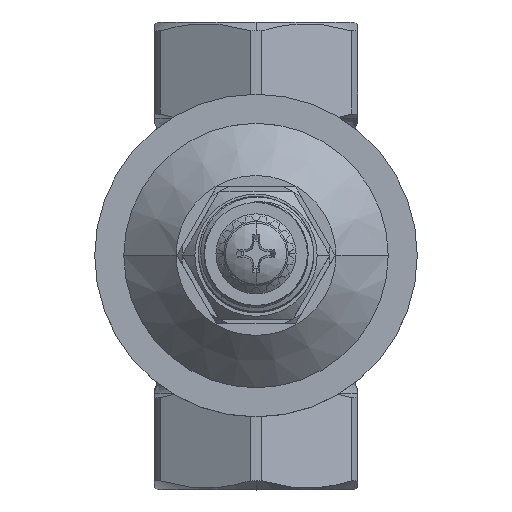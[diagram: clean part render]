
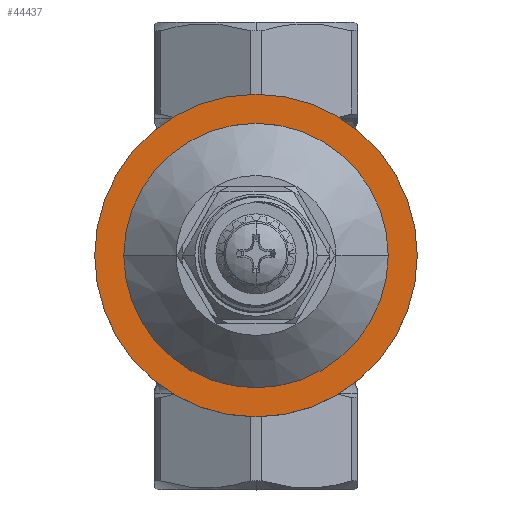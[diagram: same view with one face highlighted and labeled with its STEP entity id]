
A CAD part, top view. The second image highlights one B-rep face of the part: STEP entity #44437.
In plain terms, the highlighted planar face has unit normal (0, 0, 1).
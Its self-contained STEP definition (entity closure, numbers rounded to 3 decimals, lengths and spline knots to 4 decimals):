
#5535=CARTESIAN_POINT('',(0.,0.,1.2402));
#5536=DIRECTION('',(0.,0.,-1.));
#5537=DIRECTION('',(1.,0.,0.));
#5538=AXIS2_PLACEMENT_3D('',#5535,#5536,#5537);
#5543=CARTESIAN_POINT('',(0.,0.,1.2402));
#5544=DIRECTION('',(0.,0.,-1.));
#5545=DIRECTION('',(-1.,0.,0.));
#5546=AXIS2_PLACEMENT_3D('',#5543,#5544,#5545);
#5559=CARTESIAN_POINT('',(0.,0.,1.2402));
#5560=DIRECTION('',(0.,0.,1.));
#5561=DIRECTION('',(0.,1.,0.));
#5562=AXIS2_PLACEMENT_3D('',#5559,#5560,#5561);
#5630=CARTESIAN_POINT('',(0.,0.,1.2402));
#5631=DIRECTION('',(0.,0.,-1.));
#5632=DIRECTION('',(0.,1.,0.));
#5633=AXIS2_PLACEMENT_3D('',#5630,#5631,#5632);
#33168=CARTESIAN_POINT('',(0.,0.7875,1.2402));
#33169=CARTESIAN_POINT('',(0.,-0.7875,1.2402));
#33170=VERTEX_POINT('',#33168);
#33171=VERTEX_POINT('',#33169);
#34248=CARTESIAN_POINT('',(0.6455,0.,1.2402));
#34249=CARTESIAN_POINT('',(-0.6455,0.,1.2402));
#34250=VERTEX_POINT('',#34248);
#34251=VERTEX_POINT('',#34249);
#44421=CARTESIAN_POINT('',(0.,0.,1.2402));
#44422=DIRECTION('',(0.,0.,1.));
#44423=DIRECTION('',(0.,-1.,0.));
#44424=AXIS2_PLACEMENT_3D('',#44421,#44422,#44423);
#44425=PLANE('',#44424);
#44427=ORIENTED_EDGE('',*,*,#44426,.F.);
#44429=ORIENTED_EDGE('',*,*,#44428,.T.);
#44430=EDGE_LOOP('',(#44427,#44429));
#44431=FACE_OUTER_BOUND('',#44430,.F.);
#44432=ORIENTED_EDGE('',*,*,#44411,.F.);
#44434=ORIENTED_EDGE('',*,*,#44433,.F.);
#44435=EDGE_LOOP('',(#44432,#44434));
#44436=FACE_BOUND('',#44435,.F.);
#5539=CIRCLE('',#5538,0.6455);
#5547=CIRCLE('',#5546,0.6455);
#5563=CIRCLE('',#5562,0.7875);
#5634=CIRCLE('',#5633,0.7875);
#44411=EDGE_CURVE('',#34250,#34251,#5539,.T.);
#44426=EDGE_CURVE('',#33170,#33171,#5563,.T.);
#44428=EDGE_CURVE('',#33170,#33171,#5634,.T.);
#44433=EDGE_CURVE('',#34251,#34250,#5547,.T.);
#44437=ADVANCED_FACE('',(#44431,#44436),#44425,.T.);
